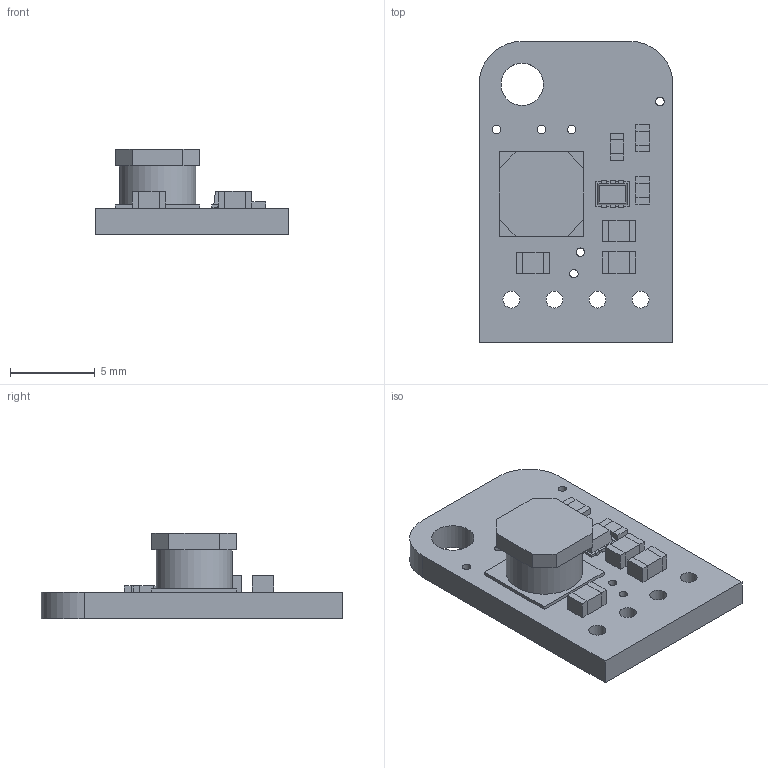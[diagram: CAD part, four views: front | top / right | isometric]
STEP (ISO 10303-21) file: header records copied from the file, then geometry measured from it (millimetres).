
FILE_DESCRIPTION(/* description */ (''),/* implementation_level */ '2;1');
FILE_NAME(/* name */ 'PCB Component.step',/* time_stamp */ '2020-09-21T15:29:33-04:00',/* author */ (''),/* organization */ (''),/* preprocessor_version */ 'ST-DEVELOPER v18.1',/* originating_system */ 'Autodesk Translation Framework v9.3.0.1241',/* authorisation */ '');
FILE_SCHEMA (('AUTOMOTIVE_DESIGN { 1 0 10303 214 3 1 1 }'));
Length unit declared in the file: millimetre
Products named in the file (6): PCB Component; Board; 22uF; 100K; TPS61023; 1uH
Assembly tree (9 placements, depth 2):
  PCB Component
    Board
    22uF  x3
    100K  x3
    TPS61023
    1uH
Bounding box: 11.43 x 17.78 x 5.07 mm (x, y, z)
Volume: 375.9 mm3; surface area: 759.5 mm2
Topology: 11 solids, 11 shells, 185 faces, 486 edges, 324 vertices
Faces by surface type: plane 171, cylinder 14
Full cylindrical faces by diameter (mm): 0.5 x6, 1 x4, 2.5 x1, 4.5 x1
Entity records: 4371 total; most frequent: CARTESIAN_POINT 714, ORIENTED_EDGE 684, DIRECTION 658, EDGE_CURVE 342, LINE 314, VECTOR 314, VERTEX_POINT 228, AXIS2_PLACEMENT_3D 172
